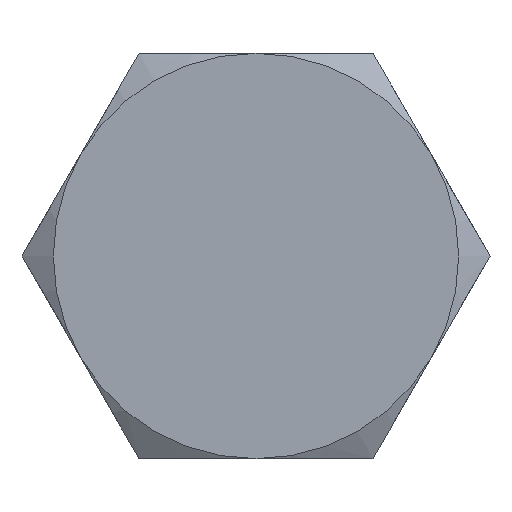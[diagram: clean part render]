
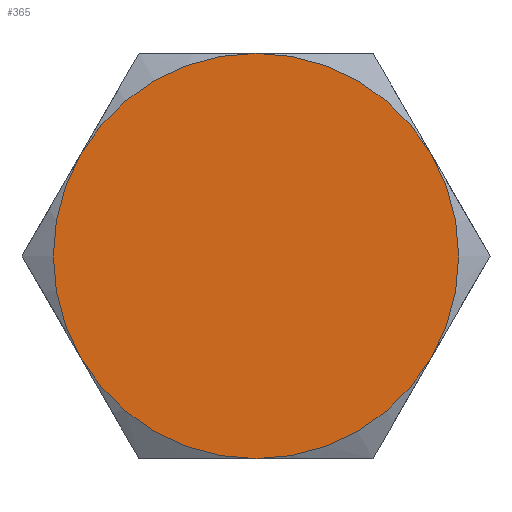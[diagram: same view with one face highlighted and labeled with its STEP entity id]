
A CAD part, left-side view. The second image highlights one B-rep face of the part: STEP entity #365.
In plain terms, the highlighted planar face has unit normal (-1, 0, 0).
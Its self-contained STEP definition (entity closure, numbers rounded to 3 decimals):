
#41=PLANE('',#429);
#66=FACE_OUTER_BOUND('',#90,.T.);
#90=EDGE_LOOP('',(#319,#320,#321,#322,#323,#324));
#140=CIRCLE('',#399,5.);
#141=CIRCLE('',#401,5.);
#142=CIRCLE('',#403,5.);
#143=CIRCLE('',#405,5.);
#144=CIRCLE('',#407,5.);
#145=CIRCLE('',#409,5.);
#158=VERTEX_POINT('',#555);
#160=VERTEX_POINT('',#560);
#162=VERTEX_POINT('',#567);
#163=VERTEX_POINT('',#576);
#166=VERTEX_POINT('',#587);
#167=VERTEX_POINT('',#596);
#191=EDGE_CURVE('',#160,#158,#140,.T.);
#195=EDGE_CURVE('',#162,#160,#141,.T.);
#197=EDGE_CURVE('',#158,#163,#142,.T.);
#201=EDGE_CURVE('',#166,#162,#143,.T.);
#203=EDGE_CURVE('',#163,#167,#144,.T.);
#207=EDGE_CURVE('',#167,#166,#145,.T.);
#319=ORIENTED_EDGE('',*,*,#191,.T.);
#320=ORIENTED_EDGE('',*,*,#197,.T.);
#321=ORIENTED_EDGE('',*,*,#203,.T.);
#322=ORIENTED_EDGE('',*,*,#207,.T.);
#323=ORIENTED_EDGE('',*,*,#201,.T.);
#324=ORIENTED_EDGE('',*,*,#195,.T.);
#365=ADVANCED_FACE('',(#66),#41,.F.);
#399=AXIS2_PLACEMENT_3D('',#561,#453,#454);
#401=AXIS2_PLACEMENT_3D('',#574,#457,#458);
#403=AXIS2_PLACEMENT_3D('',#581,#461,#462);
#405=AXIS2_PLACEMENT_3D('',#594,#465,#466);
#407=AXIS2_PLACEMENT_3D('',#601,#469,#470);
#409=AXIS2_PLACEMENT_3D('',#613,#473,#474);
#429=AXIS2_PLACEMENT_3D('',#664,#531,#532);
#453=DIRECTION('center_axis',(-1.,0.,0.));
#454=DIRECTION('ref_axis',(0.,1.,0.));
#457=DIRECTION('center_axis',(-1.,0.,0.));
#458=DIRECTION('ref_axis',(0.,1.,0.));
#461=DIRECTION('center_axis',(-1.,0.,0.));
#462=DIRECTION('ref_axis',(0.,1.,0.));
#465=DIRECTION('center_axis',(-1.,0.,0.));
#466=DIRECTION('ref_axis',(0.,1.,0.));
#469=DIRECTION('center_axis',(-1.,0.,0.));
#470=DIRECTION('ref_axis',(0.,1.,0.));
#473=DIRECTION('center_axis',(-1.,0.,0.));
#474=DIRECTION('ref_axis',(0.,1.,0.));
#531=DIRECTION('center_axis',(1.,0.,0.));
#532=DIRECTION('ref_axis',(0.,0.,-1.));
#555=CARTESIAN_POINT('',(-4.38,4.33,2.5));
#560=CARTESIAN_POINT('',(-4.38,0.,5.));
#561=CARTESIAN_POINT('Origin',(-4.38,0.,0.));
#567=CARTESIAN_POINT('',(-4.38,-4.33,2.5));
#574=CARTESIAN_POINT('Origin',(-4.38,0.,0.));
#576=CARTESIAN_POINT('',(-4.38,4.33,-2.5));
#581=CARTESIAN_POINT('Origin',(-4.38,0.,0.));
#587=CARTESIAN_POINT('',(-4.38,-4.33,-2.5));
#594=CARTESIAN_POINT('Origin',(-4.38,0.,0.));
#596=CARTESIAN_POINT('',(-4.38,0.,-5.));
#601=CARTESIAN_POINT('Origin',(-4.38,0.,0.));
#613=CARTESIAN_POINT('Origin',(-4.38,0.,0.));
#664=CARTESIAN_POINT('Origin',(-4.38,0.,
0.));
